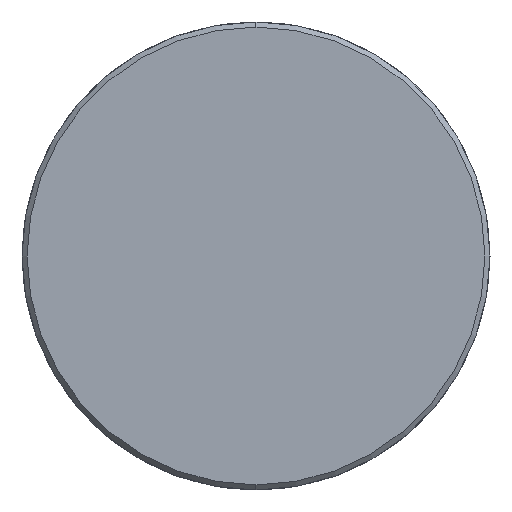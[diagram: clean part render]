
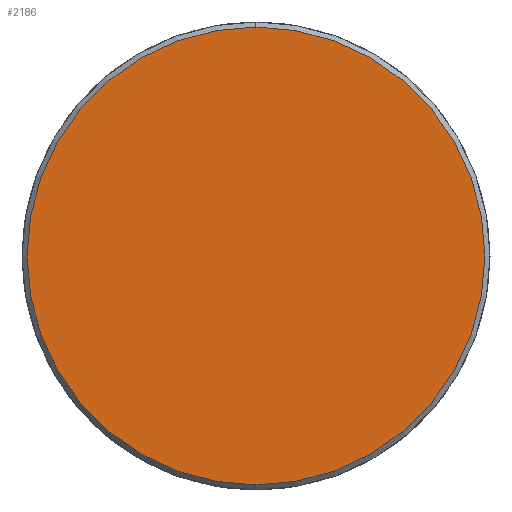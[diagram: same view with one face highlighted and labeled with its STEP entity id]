
A CAD part, left-side view. The second image highlights one B-rep face of the part: STEP entity #2186.
In plain terms, the highlighted planar face has unit normal (-1, 0, 0).
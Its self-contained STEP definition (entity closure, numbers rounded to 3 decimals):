
#39 = CARTESIAN_POINT ( 'NONE',  ( -210.05, 113.85, -113.85 ) ) ;
#821 = DIRECTION ( 'NONE',  ( 0., 0., -1. ) ) ;
#1207 = CARTESIAN_POINT ( 'NONE',  ( -210.05, 0., 0. ) ) ;
#1248 = AXIS2_PLACEMENT_3D ( 'NONE', #1207, #3753, #821 ) ;
#2076 = CIRCLE ( 'NONE', #2135, 112.5 ) ;
#2096 = VERTEX_POINT ( 'NONE', #3431 ) ;
#2105 = VERTEX_POINT ( 'NONE', #4287 ) ;
#2122 = DIRECTION ( 'NONE',  ( 0., 0., -1. ) ) ;
#2135 = AXIS2_PLACEMENT_3D ( 'NONE', #4950, #5439, #2122 ) ;
#2158 = PLANE ( 'NONE',  #3724 ) ;
#2186 = ADVANCED_FACE ( 'NONE', ( #4988 ), #2158, .T. ) ;
#2402 = CIRCLE ( 'NONE', #1248, 112.5 ) ;
#2416 = ORIENTED_EDGE ( 'NONE', *, *, #4102, .T. ) ;
#2530 = ORIENTED_EDGE ( 'NONE', *, *, #2822, .T. ) ;
#2822 = EDGE_CURVE ( 'NONE', #2096, #2105, #2076, .T. ) ;
#2996 = DIRECTION ( 'NONE',  ( -1., 0., 0. ) ) ;
#3431 = CARTESIAN_POINT ( 'NONE',  ( -210.05, 0., -112.5 ) ) ;
#3724 = AXIS2_PLACEMENT_3D ( 'NONE', #39, #2996, #4669 ) ;
#3753 = DIRECTION ( 'NONE',  ( -1., 0., 0. ) ) ;
#4102 = EDGE_CURVE ( 'NONE', #2105, #2096, #2402, .T. ) ;
#4287 = CARTESIAN_POINT ( 'NONE',  ( -210.05, 0., 112.5 ) ) ;
#4669 = DIRECTION ( 'NONE',  ( 0., -1., 0. ) ) ;
#4740 = EDGE_LOOP ( 'NONE', ( #2530, #2416 ) ) ;
#4950 = CARTESIAN_POINT ( 'NONE',  ( -210.05, 0., 0. ) ) ;
#4988 = FACE_OUTER_BOUND ( 'NONE', #4740, .T. ) ;
#5439 = DIRECTION ( 'NONE',  ( -1., 0., 0. ) ) ;
